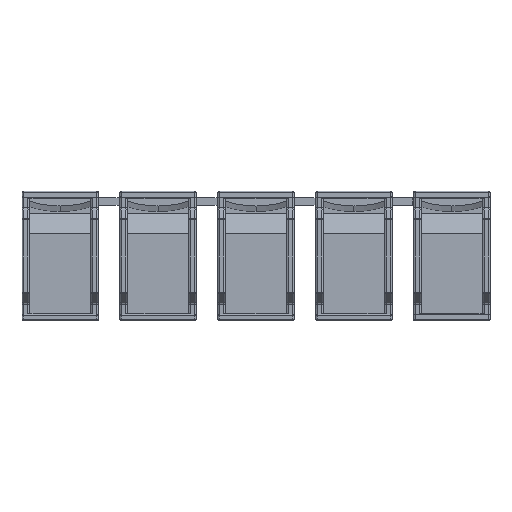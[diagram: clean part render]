
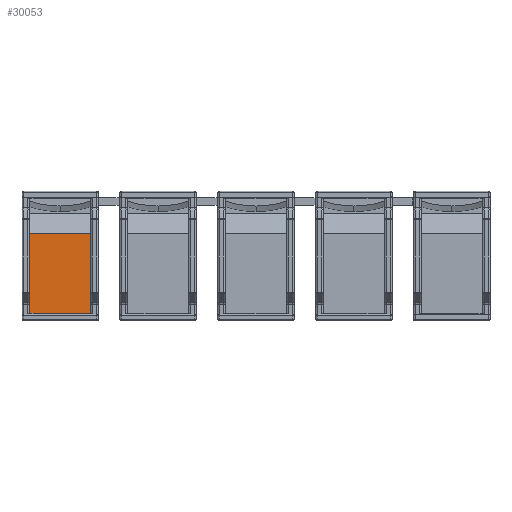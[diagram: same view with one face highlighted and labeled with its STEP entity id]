
A CAD part, front view. The second image highlights one B-rep face of the part: STEP entity #30053.
In plain terms, the highlighted planar face has unit normal (0, -1, 0).
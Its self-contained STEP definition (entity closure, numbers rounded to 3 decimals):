
#1641 = CARTESIAN_POINT ( 'NONE',  ( 5.65, -7.6, 4.149 ) ) ;
#1645 = CARTESIAN_POINT ( 'NONE',  ( -5.65, -7.6, 4.149 ) ) ;
#1646 = CARTESIAN_POINT ( 'NONE',  ( 5.65, -7.6, -10.55 ) ) ;
#1653 = CARTESIAN_POINT ( 'NONE',  ( -5.65, -7.6, -10.55 ) ) ;
#3285 = VERTEX_POINT ( 'NONE', #1653 ) ;
#3292 = VERTEX_POINT ( 'NONE', #1646 ) ;
#3293 = VERTEX_POINT ( 'NONE', #1645 ) ;
#3297 = VERTEX_POINT ( 'NONE', #1641 ) ;
#5812 = VECTOR ( 'NONE', #19417, 1000. ) ;
#5813 = VECTOR ( 'NONE', #19419, 1000. ) ;
#5814 = VECTOR ( 'NONE', #19421, 1000. ) ;
#5816 = VECTOR ( 'NONE', #19423, 1000. ) ;
#8656 = ORIENTED_EDGE ( 'NONE', *, *, #27260, .T. ) ;
#8659 = ORIENTED_EDGE ( 'NONE', *, *, #27263, .F. ) ;
#8661 = ORIENTED_EDGE ( 'NONE', *, *, #27261, .T. ) ;
#8663 = ORIENTED_EDGE ( 'NONE', *, *, #27262, .F. ) ;
#8897 = EDGE_LOOP ( 'NONE', ( #8663, #8659, #8661, #8656 ) ) ;
#19416 = CARTESIAN_POINT ( 'NONE',  ( 7., -7.6, 4.149 ) ) ;
#19417 = DIRECTION ( 'NONE',  ( -1., 0., 0. ) ) ;
#19418 = CARTESIAN_POINT ( 'NONE',  ( 5.65, -7.6, -11.9 ) ) ;
#19419 = DIRECTION ( 'NONE',  ( 0., 0., 1. ) ) ;
#19420 = CARTESIAN_POINT ( 'NONE',  ( -5.65, -7.6, -11.9 ) ) ;
#19421 = DIRECTION ( 'NONE',  ( 0., 0., 1. ) ) ;
#19422 = CARTESIAN_POINT ( 'NONE',  ( 7., -7.6, -10.55 ) ) ;
#19423 = DIRECTION ( 'NONE',  ( -1., 0., 0. ) ) ;
#22587 = LINE ( 'NONE', #19416, #5812 ) ;
#22588 = LINE ( 'NONE', #19418, #5813 ) ;
#22589 = LINE ( 'NONE', #19420, #5814 ) ;
#22590 = LINE ( 'NONE', #19422, #5816 ) ;
#27260 = EDGE_CURVE ( 'NONE', #3297, #3293, #22587, .T. ) ;
#27261 = EDGE_CURVE ( 'NONE', #3292, #3297, #22588, .T. ) ;
#27262 = EDGE_CURVE ( 'NONE', #3285, #3293, #22589, .T. ) ;
#27263 = EDGE_CURVE ( 'NONE', #3292, #3285, #22590, .T. ) ;
#30053 = ADVANCED_FACE ( 'NONE', ( #35366 ), #36036, .T. ) ;
#35366 = FACE_OUTER_BOUND ( 'NONE', #8897, .T. ) ;
#36036 = PLANE ( 'NONE',  #37023 ) ;
#36037 = CARTESIAN_POINT ( 'NONE',  ( 7., -7.6, -11.9 ) ) ;
#36038 = DIRECTION ( 'NONE',  ( 0., -1., 0. ) ) ;
#36039 = DIRECTION ( 'NONE',  ( 0., 0., -1. ) ) ;
#37023 = AXIS2_PLACEMENT_3D ( 'NONE', #36037, #36038, #36039 ) ;
